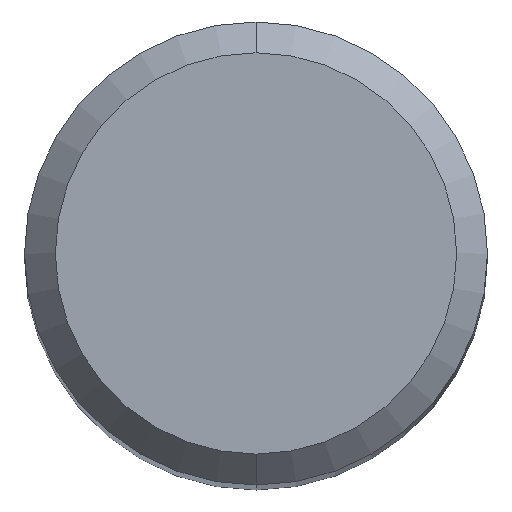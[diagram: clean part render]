
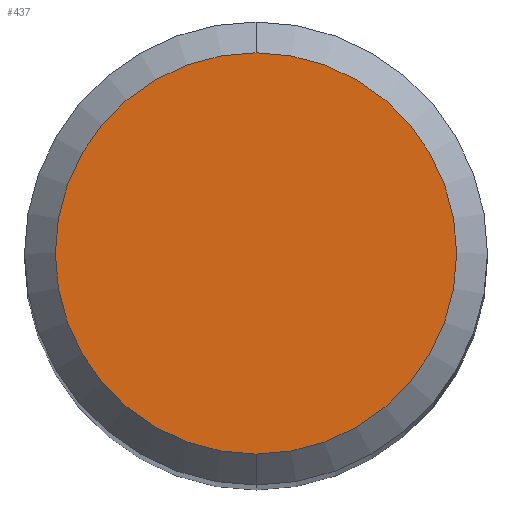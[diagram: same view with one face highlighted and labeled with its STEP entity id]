
A CAD part, top view. The second image highlights one B-rep face of the part: STEP entity #437.
In plain terms, the highlighted planar face has unit normal (0, 0, 1).
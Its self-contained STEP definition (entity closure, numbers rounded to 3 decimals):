
#279=EDGE_CURVE('',#411,#373,#582,.T.);
#373=VERTEX_POINT('',#685);
#385=EDGE_CURVE('',#373,#411,#699,.T.);
#411=VERTEX_POINT('',#727);
#437=ADVANCED_FACE('',(#755),#756,.T.);
#582=CIRCLE('',#1007,2.6);
#685=CARTESIAN_POINT('',(0.0,2.6,0.0));
#699=CIRCLE('',#1287,2.6);
#727=CARTESIAN_POINT('',(0.,-2.6,0.0));
#755=FACE_OUTER_BOUND('',#1372,.T.);
#756=PLANE('',#1373);
#1007=AXIS2_PLACEMENT_3D('',#1516,#1517,#1518);
#1287=AXIS2_PLACEMENT_3D('',#1649,#1650,#1651);
#1372=EDGE_LOOP('',(#1709,#1710));
#1373=AXIS2_PLACEMENT_3D('',#1711,#1712,#1713);
#1516=CARTESIAN_POINT('',(0.0,0.0,0.0));
#1517=DIRECTION('',(0.0,0.0,-1.0));
#1518=DIRECTION('',(0.0,1.0,0.0));
#1649=CARTESIAN_POINT('',(0.0,0.0,0.0));
#1650=DIRECTION('',(0.0,0.0,-1.0));
#1651=DIRECTION('',(0.0,1.0,0.0));
#1709=ORIENTED_EDGE('',*,*,#385,.F.);
#1710=ORIENTED_EDGE('',*,*,#279,.F.);
#1711=CARTESIAN_POINT('',(0.0,1.3,0.0));
#1712=DIRECTION('',(-0.0,0.0,1.0));
#1713=DIRECTION('',(0.0,-1.0,0.0));
